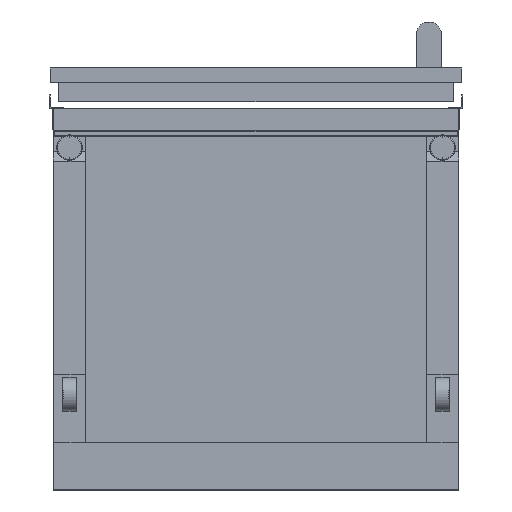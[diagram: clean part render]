
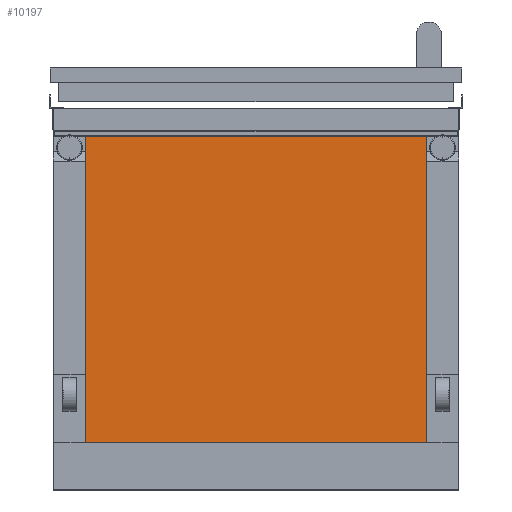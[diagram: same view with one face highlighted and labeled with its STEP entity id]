
A CAD part, front view. The second image highlights one B-rep face of the part: STEP entity #10197.
In plain terms, the highlighted planar face has unit normal (0, -1, 0).
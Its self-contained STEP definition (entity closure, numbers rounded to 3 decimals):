
#134 = CARTESIAN_POINT ( 'NONE',  ( 845.5, -1025.85, 240. ) ) ;
#255 = DIRECTION ( 'NONE',  ( 1., 0., 0. ) ) ;
#501 = EDGE_CURVE ( 'NONE', #9540, #6516, #8737, .T. ) ;
#884 = CARTESIAN_POINT ( 'NONE',  ( 892.5, -1025.85, -210.4 ) ) ;
#1020 = CARTESIAN_POINT ( 'NONE',  ( 845.5, -1025.85, 240. ) ) ;
#1261 = VERTEX_POINT ( 'NONE', #2736 ) ;
#1510 = DIRECTION ( 'NONE',  ( 0., 0., 1. ) ) ;
#1936 = LINE ( 'NONE', #884, #7902 ) ;
#2281 = CARTESIAN_POINT ( 'NONE',  ( 344.5, -1025.85, -280. ) ) ;
#2405 = DIRECTION ( 'NONE',  ( 0., 1., 0. ) ) ;
#2736 = CARTESIAN_POINT ( 'NONE',  ( 845.5, -1025.85, -210.4 ) ) ;
#2914 = CARTESIAN_POINT ( 'NONE',  ( 344.5, -1025.85, -210.4 ) ) ;
#2922 = DIRECTION ( 'NONE',  ( 0., 0., 1. ) ) ;
#4737 = VECTOR ( 'NONE', #1510, 1000. ) ;
#4759 = AXIS2_PLACEMENT_3D ( 'NONE', #7881, #2405, #8705 ) ;
#4869 = VECTOR ( 'NONE', #2922, 1000. ) ;
#5051 = EDGE_CURVE ( 'NONE', #10146, #9540, #7934, .T. ) ;
#5249 = ORIENTED_EDGE ( 'NONE', *, *, #501, .F. ) ;
#5384 = CARTESIAN_POINT ( 'NONE',  ( 845.5, -1025.85, -280. ) ) ;
#5632 = ORIENTED_EDGE ( 'NONE', *, *, #5051, .F. ) ;
#6248 = PLANE ( 'NONE',  #4759 ) ;
#6516 = VERTEX_POINT ( 'NONE', #134 ) ;
#6542 = EDGE_CURVE ( 'NONE', #10146, #1261, #1936, .T. ) ;
#7003 = VECTOR ( 'NONE', #255, 1000. ) ;
#7695 = LINE ( 'NONE', #5384, #4869 ) ;
#7881 = CARTESIAN_POINT ( 'NONE',  ( 845.5, -1025.85, -280. ) ) ;
#7902 = VECTOR ( 'NONE', #8069, 1000. ) ;
#7934 = LINE ( 'NONE', #2281, #4737 ) ;
#8069 = DIRECTION ( 'NONE',  ( 1., 0., 0. ) ) ;
#8185 = EDGE_CURVE ( 'NONE', #1261, #6516, #7695, .T. ) ;
#8607 = EDGE_LOOP ( 'NONE', ( #5632, #9756, #9488, #5249 ) ) ;
#8705 = DIRECTION ( 'NONE',  ( 0., 0., 1. ) ) ;
#8737 = LINE ( 'NONE', #1020, #7003 ) ;
#9025 = CARTESIAN_POINT ( 'NONE',  ( 344.5, -1025.85, 240. ) ) ;
#9371 = FACE_OUTER_BOUND ( 'NONE', #8607, .T. ) ;
#9488 = ORIENTED_EDGE ( 'NONE', *, *, #8185, .T. ) ;
#9540 = VERTEX_POINT ( 'NONE', #9025 ) ;
#9756 = ORIENTED_EDGE ( 'NONE', *, *, #6542, .T. ) ;
#10146 = VERTEX_POINT ( 'NONE', #2914 ) ;
#10197 = ADVANCED_FACE ( 'NONE', ( #9371 ), #6248, .F. ) ;
